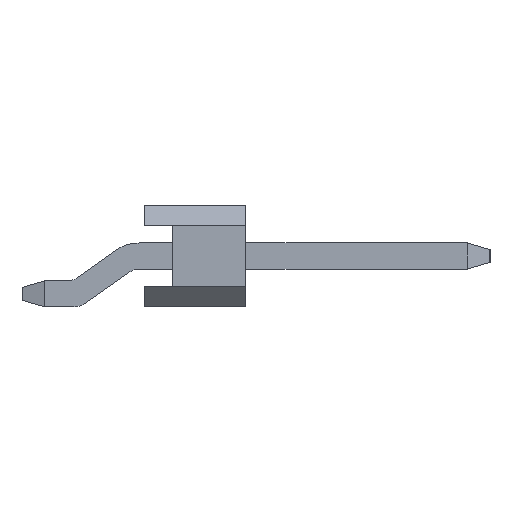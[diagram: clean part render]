
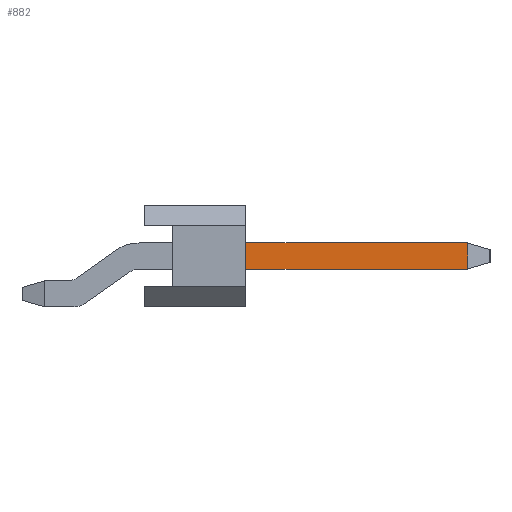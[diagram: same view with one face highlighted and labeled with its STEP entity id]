
A CAD part, left-side view. The second image highlights one B-rep face of the part: STEP entity #882.
In plain terms, the highlighted planar face has unit normal (-1, 0, 0).
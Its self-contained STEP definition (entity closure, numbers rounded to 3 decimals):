
#882=ADVANCED_FACE('',(#1901),#1902,.F.);
#1901=FACE_OUTER_BOUND('',#3074,.T.);
#1902=PLANE('',#3075);
#3074=EDGE_LOOP('',(#5575,#5576,#5577,#5578));
#3075=AXIS2_PLACEMENT_3D('',#5579,#5580,#5581);
#5575=ORIENTED_EDGE('',*,*,#7803,.F.);
#5576=ORIENTED_EDGE('',*,*,#7796,.F.);
#5577=ORIENTED_EDGE('',*,*,#7804,.T.);
#5578=ORIENTED_EDGE('',*,*,#7791,.F.);
#5579=CARTESIAN_POINT('',(-11.75,-2.666,-0.178));
#5580=DIRECTION('',(1.0,0.,0.));
#5581=DIRECTION('',(0.,0.,1.0));
#7791=EDGE_CURVE('',#9496,#9498,#9499,.T.);
#7796=EDGE_CURVE('',#9504,#9502,#9506,.T.);
#7803=EDGE_CURVE('',#9502,#9496,#9517,.T.);
#7804=EDGE_CURVE('',#9504,#9498,#9518,.T.);
#9496=VERTEX_POINT('',#11946);
#9498=VERTEX_POINT('',#11949);
#9499=LINE('',#11950,#11951);
#9502=VERTEX_POINT('',#11955);
#9504=VERTEX_POINT('',#11958);
#9506=LINE('',#11961,#11962);
#9517=LINE('',#11977,#11978);
#9518=LINE('',#11979,#11980);
#11946=CARTESIAN_POINT('',(-11.75,-2.5,0.32));
#11949=CARTESIAN_POINT('',(-11.75,-7.954,0.32));
#11950=CARTESIAN_POINT('',(-11.75,0.124,0.32));
#11951=VECTOR('',#13805,1.0);
#11955=CARTESIAN_POINT('',(-11.75,-2.5,-0.32));
#11958=CARTESIAN_POINT('',(-11.75,-7.954,-0.32));
#11961=CARTESIAN_POINT('',(-11.75,-7.954,-0.32));
#11962=VECTOR('',#13809,1.0);
#11977=CARTESIAN_POINT('',(-11.75,-2.5,-0.089));
#11978=VECTOR('',#13814,1.0);
#11979=CARTESIAN_POINT('',(-11.75,-7.954,0.161));
#11980=VECTOR('',#13815,1.0);
#13805=DIRECTION('',(0.,-1.0,0.));
#13809=DIRECTION('',(0.0,1.0,0.));
#13814=DIRECTION('',(0.,0.,1.0));
#13815=DIRECTION('',(0.,0.,1.0));
